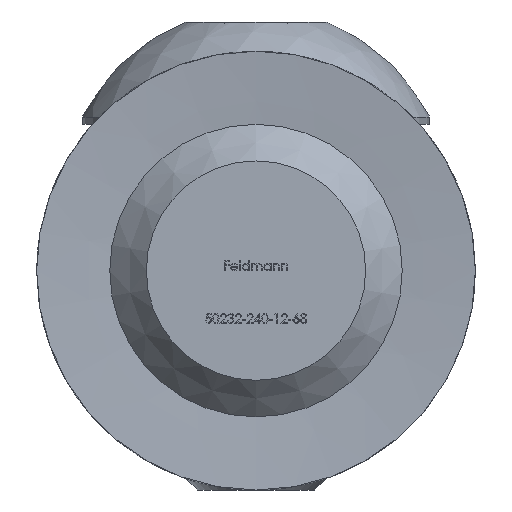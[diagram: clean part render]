
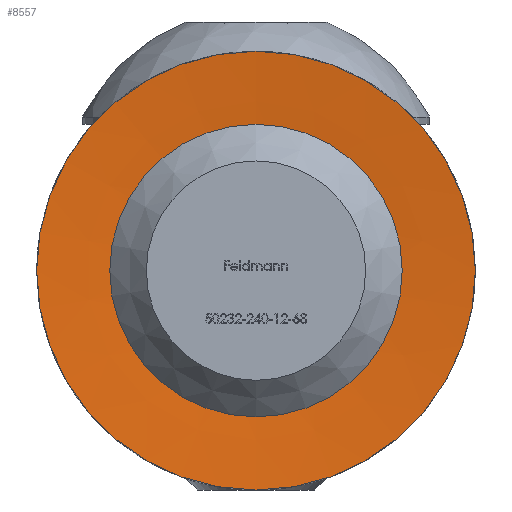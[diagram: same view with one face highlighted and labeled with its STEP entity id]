
A CAD part, front view. The second image highlights one B-rep face of the part: STEP entity #8557.
In plain terms, the highlighted conical face has half-angle 85 degrees and reference radius 3.272 mm.
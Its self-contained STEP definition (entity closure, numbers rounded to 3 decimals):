
#255 = ORIENTED_EDGE ( 'NONE', *, *, #8605, .F. ) ;
#2161 = CONICAL_SURFACE ( 'NONE', #15650, 3.272, 1.484 ) ;
#2788 = AXIS2_PLACEMENT_3D ( 'NONE', #13208, #11602, #4364 ) ;
#3002 = EDGE_LOOP ( 'NONE', ( #13147 ) ) ;
#3239 = CARTESIAN_POINT ( 'NONE',  ( 0., 0.239, 0. ) ) ;
#3343 = CARTESIAN_POINT ( 'NONE',  ( 0., 0.239, -3.272 ) ) ;
#4364 = DIRECTION ( 'NONE',  ( 0., 0., -1. ) ) ;
#4941 = CIRCLE ( 'NONE', #2788, 6. ) ;
#5349 = EDGE_CURVE ( 'NONE', #6459, #6459, #4941, .T. ) ;
#6459 = VERTEX_POINT ( 'NONE', #12130 ) ;
#7019 = FACE_OUTER_BOUND ( 'NONE', #3002, .T. ) ;
#7698 = EDGE_LOOP ( 'NONE', ( #255 ) ) ;
#7819 = DIRECTION ( 'NONE',  ( 0., 0., -1. ) ) ;
#8557 = ADVANCED_FACE ( 'NONE', ( #7019, #17161 ), #2161, .F. ) ;
#8605 = EDGE_CURVE ( 'NONE', #12467, #12467, #12561, .T. ) ;
#11602 = DIRECTION ( 'NONE',  ( 0., -1., 0. ) ) ;
#11778 = DIRECTION ( 'NONE',  ( 0., 0., -1. ) ) ;
#11902 = DIRECTION ( 'NONE',  ( 0., -1., 0. ) ) ;
#12130 = CARTESIAN_POINT ( 'NONE',  ( 0., 0., -6. ) ) ;
#12467 = VERTEX_POINT ( 'NONE', #3343 ) ;
#12561 = CIRCLE ( 'NONE', #14061, 3.272 ) ;
#13147 = ORIENTED_EDGE ( 'NONE', *, *, #5349, .T. ) ;
#13208 = CARTESIAN_POINT ( 'NONE',  ( 0., 0., 0. ) ) ;
#13642 = DIRECTION ( 'NONE',  ( 0., -1., 0. ) ) ;
#14061 = AXIS2_PLACEMENT_3D ( 'NONE', #3239, #13642, #7819 ) ;
#15650 = AXIS2_PLACEMENT_3D ( 'NONE', #17885, #11902, #11778 ) ;
#17161 = FACE_BOUND ( 'NONE', #7698, .T. ) ;
#17885 = CARTESIAN_POINT ( 'NONE',  ( 0., 0.239, 0. ) ) ;
